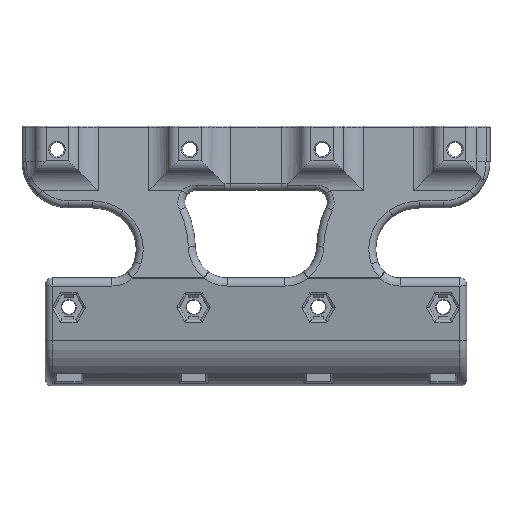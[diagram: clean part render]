
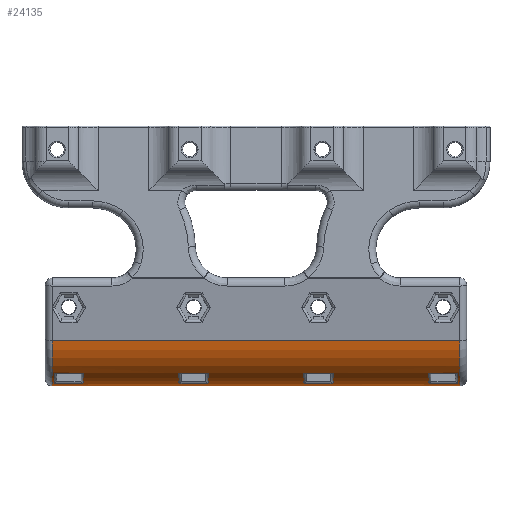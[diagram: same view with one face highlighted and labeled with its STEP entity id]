
A CAD part, front view. The second image highlights one B-rep face of the part: STEP entity #24135.
In plain terms, the highlighted cylindrical face has radius 23.1 mm (diameter 46.2 mm), a partial arc.
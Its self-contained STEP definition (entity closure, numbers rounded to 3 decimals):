
#7173=CARTESIAN_POINT('',(-87.,26.155,
-30.076));
#7840=DIRECTION('',(-1.,0.,0.));
#7841=VECTOR('',#7840,174.);
#7842=CARTESIAN_POINT('',(87.,26.155,-30.076));
#7843=LINE('',#7842,#7841);
#7844=CARTESIAN_POINT('',(-87.,27.2,-7.));
#7845=DIRECTION('',(-1.,0.,0.));
#7846=DIRECTION('',(0.,-0.045,-0.999));
#7847=AXIS2_PLACEMENT_3D('',#7844,#7845,#7846);
#7849=DIRECTION('',(1.,0.,0.));
#7850=VECTOR('',#7849,174.);
#7851=CARTESIAN_POINT('',(-87.,4.405,-10.741));
#7852=LINE('',#7851,#7850);
#7853=CARTESIAN_POINT('',(87.,27.2,-7.));
#7854=DIRECTION('',(1.,0.,0.));
#7855=DIRECTION('',(0.,-0.987,-0.162));
#7856=AXIS2_PLACEMENT_3D('',#7853,#7854,#7855);
#7858=CARTESIAN_POINT('',(20.417,27.2,-7.));
#7859=DIRECTION('',(1.,0.,0.));
#7860=DIRECTION('',(0.,-0.642,-0.767));
#7861=AXIS2_PLACEMENT_3D('',#7858,#7859,#7860);
#7863=DIRECTION('',(1.,0.,0.));
#7864=VECTOR('',#7863,12.5);
#7865=CARTESIAN_POINT('',(20.417,20.406,-29.078));
#7866=LINE('',#7865,#7864);
#7867=CARTESIAN_POINT('',(32.917,27.2,-7.));
#7868=DIRECTION('',(-1.,0.,0.));
#7869=DIRECTION('',(0.,-0.294,-0.956));
#7870=AXIS2_PLACEMENT_3D('',#7867,#7868,#7869);
#7872=DIRECTION('',(-1.,0.,0.));
#7873=VECTOR('',#7872,12.5);
#7874=CARTESIAN_POINT('',(32.917,12.379,-24.719));
#7875=LINE('',#7874,#7873);
#7876=CARTESIAN_POINT('',(73.75,27.2,-7.));
#7877=DIRECTION('',(1.,0.,0.));
#7878=DIRECTION('',(0.,-0.642,-0.767));
#7879=AXIS2_PLACEMENT_3D('',#7876,#7877,#7878);
#7881=DIRECTION('',(1.,0.,0.));
#7882=VECTOR('',#7881,12.5);
#7883=CARTESIAN_POINT('',(73.75,20.406,-29.078));
#7884=LINE('',#7883,#7882);
#7885=CARTESIAN_POINT('',(86.25,27.2,-7.));
#7886=DIRECTION('',(-1.,0.,0.));
#7887=DIRECTION('',(0.,-0.294,-0.956));
#7888=AXIS2_PLACEMENT_3D('',#7885,#7886,#7887);
#7890=DIRECTION('',(-1.,0.,0.));
#7891=VECTOR('',#7890,12.5);
#7892=CARTESIAN_POINT('',(86.25,12.379,-24.719));
#7893=LINE('',#7892,#7891);
#7894=CARTESIAN_POINT('',(-32.917,27.2,-7.));
#7895=DIRECTION('',(1.,0.,0.));
#7896=DIRECTION('',(0.,-0.642,-0.767));
#7897=AXIS2_PLACEMENT_3D('',#7894,#7895,#7896);
#7899=DIRECTION('',(1.,0.,0.));
#7900=VECTOR('',#7899,12.5);
#7901=CARTESIAN_POINT('',(-32.917,20.406,
-29.078));
#7902=LINE('',#7901,#7900);
#7903=CARTESIAN_POINT('',(-20.417,27.2,-7.));
#7904=DIRECTION('',(-1.,0.,0.));
#7905=DIRECTION('',(0.,-0.294,-0.956));
#7906=AXIS2_PLACEMENT_3D('',#7903,#7904,#7905);
#7908=DIRECTION('',(-1.,0.,0.));
#7909=VECTOR('',#7908,12.5);
#7910=CARTESIAN_POINT('',(-20.417,12.379,
-24.719));
#7911=LINE('',#7910,#7909);
#7912=CARTESIAN_POINT('',(-86.25,27.2,-7.));
#7913=DIRECTION('',(1.,0.,0.));
#7914=DIRECTION('',(0.,-0.642,-0.767));
#7915=AXIS2_PLACEMENT_3D('',#7912,#7913,#7914);
#7917=DIRECTION('',(1.,0.,0.));
#7918=VECTOR('',#7917,12.5);
#7919=CARTESIAN_POINT('',(-86.25,20.406,-29.078));
#7920=LINE('',#7919,#7918);
#7921=CARTESIAN_POINT('',(-73.75,27.2,-7.));
#7922=DIRECTION('',(-1.,0.,0.));
#7923=DIRECTION('',(0.,-0.294,-0.956));
#7924=AXIS2_PLACEMENT_3D('',#7921,#7922,#7923);
#7926=DIRECTION('',(-1.,0.,0.));
#7927=VECTOR('',#7926,12.5);
#7928=CARTESIAN_POINT('',(-73.75,12.379,-24.719));
#7929=LINE('',#7928,#7927);
#11575=CARTESIAN_POINT('',(-87.,4.405,-10.741));
#11576=CARTESIAN_POINT('',(87.,4.405,-10.741));
#11577=VERTEX_POINT('',#11575);
#11578=VERTEX_POINT('',#11576);
#11795=VERTEX_POINT('',#7173);
#11799=CARTESIAN_POINT('',(87.,26.155,
-30.076));
#11800=VERTEX_POINT('',#11799);
#11961=CARTESIAN_POINT('',(20.417,12.379,
-24.719));
#11962=CARTESIAN_POINT('',(20.417,20.406,
-29.078));
#11963=VERTEX_POINT('',#11961);
#11964=VERTEX_POINT('',#11962);
#11969=CARTESIAN_POINT('',(32.917,20.406,
-29.078));
#11970=VERTEX_POINT('',#11969);
#11976=CARTESIAN_POINT('',(32.917,12.379,
-24.719));
#11977=VERTEX_POINT('',#11976);
#11978=CARTESIAN_POINT('',(73.75,12.379,-24.719));
#11979=CARTESIAN_POINT('',(73.75,20.406,-29.078));
#11980=VERTEX_POINT('',#11978);
#11981=VERTEX_POINT('',#11979);
#11986=CARTESIAN_POINT('',(86.25,20.406,-29.078));
#11987=VERTEX_POINT('',#11986);
#11993=CARTESIAN_POINT('',(86.25,12.379,-24.719));
#11994=VERTEX_POINT('',#11993);
#11995=CARTESIAN_POINT('',(-32.917,12.379,
-24.719));
#11996=CARTESIAN_POINT('',(-32.917,20.406,
-29.078));
#11997=VERTEX_POINT('',#11995);
#11998=VERTEX_POINT('',#11996);
#12003=CARTESIAN_POINT('',(-20.417,20.406,
-29.078));
#12004=VERTEX_POINT('',#12003);
#12010=CARTESIAN_POINT('',(-20.417,12.379,
-24.719));
#12011=VERTEX_POINT('',#12010);
#12012=CARTESIAN_POINT('',(-86.25,12.379,-24.719));
#12013=CARTESIAN_POINT('',(-86.25,20.406,-29.078));
#12014=VERTEX_POINT('',#12012);
#12015=VERTEX_POINT('',#12013);
#12020=CARTESIAN_POINT('',(-73.75,20.406,-29.078));
#12021=VERTEX_POINT('',#12020);
#12027=CARTESIAN_POINT('',(-73.75,12.379,-24.719));
#12028=VERTEX_POINT('',#12027);
#24084=CARTESIAN_POINT('',(-90.,27.2,-7.));
#24085=DIRECTION('',(-1.,0.,0.));
#24086=DIRECTION('',(0.,-1.,0.));
#24087=AXIS2_PLACEMENT_3D('',#24084,#24085,#24086);
#24088=CYLINDRICAL_SURFACE('',#24087,23.1);
#24090=ORIENTED_EDGE('',*,*,#24089,.T.);
#24091=ORIENTED_EDGE('',*,*,#23312,.T.);
#24092=ORIENTED_EDGE('',*,*,#20958,.T.);
#24094=ORIENTED_EDGE('',*,*,#24093,.T.);
#24095=EDGE_LOOP('',(#24090,#24091,#24092,#24094));
#24096=FACE_OUTER_BOUND('',#24095,.F.);
#24097=ORIENTED_EDGE('',*,*,#24071,.T.);
#24099=ORIENTED_EDGE('',*,*,#24098,.T.);
#24100=ORIENTED_EDGE('',*,*,#23892,.T.);
#24102=ORIENTED_EDGE('',*,*,#24101,.T.);
#24103=EDGE_LOOP('',(#24097,#24099,#24100,#24102));
#24104=FACE_BOUND('',#24103,.F.);
#24106=ORIENTED_EDGE('',*,*,#24105,.T.);
#24108=ORIENTED_EDGE('',*,*,#24107,.T.);
#24110=ORIENTED_EDGE('',*,*,#24109,.T.);
#24112=ORIENTED_EDGE('',*,*,#24111,.T.);
#24113=EDGE_LOOP('',(#24106,#24108,#24110,#24112));
#24114=FACE_BOUND('',#24113,.F.);
#24116=ORIENTED_EDGE('',*,*,#24115,.T.);
#24118=ORIENTED_EDGE('',*,*,#24117,.T.);
#24120=ORIENTED_EDGE('',*,*,#24119,.T.);
#24122=ORIENTED_EDGE('',*,*,#24121,.T.);
#24123=EDGE_LOOP('',(#24116,#24118,#24120,#24122));
#24124=FACE_BOUND('',#24123,.F.);
#24126=ORIENTED_EDGE('',*,*,#24125,.T.);
#24128=ORIENTED_EDGE('',*,*,#24127,.T.);
#24130=ORIENTED_EDGE('',*,*,#24129,.T.);
#24132=ORIENTED_EDGE('',*,*,#24131,.T.);
#24133=EDGE_LOOP('',(#24126,#24128,#24130,#24132));
#24134=FACE_BOUND('',#24133,.F.);
#24135=ADVANCED_FACE('',(#24096,#24104,#24114,#24124,#24134),#24088,.T.);
#7848=CIRCLE('',#7847,23.1);
#7857=CIRCLE('',#7856,23.1);
#7862=CIRCLE('',#7861,23.1);
#7871=CIRCLE('',#7870,23.1);
#7880=CIRCLE('',#7879,23.1);
#7889=CIRCLE('',#7888,23.1);
#7898=CIRCLE('',#7897,23.1);
#7907=CIRCLE('',#7906,23.1);
#7916=CIRCLE('',#7915,23.1);
#7925=CIRCLE('',#7924,23.1);
#20958=EDGE_CURVE('',#11577,#11578,#7852,.T.);
#23312=EDGE_CURVE('',#11795,#11577,#7848,.T.);
#23892=EDGE_CURVE('',#11970,#11977,#7871,.T.);
#24071=EDGE_CURVE('',#11963,#11964,#7862,.T.);
#24089=EDGE_CURVE('',#11800,#11795,#7843,.T.);
#24093=EDGE_CURVE('',#11578,#11800,#7857,.T.);
#24098=EDGE_CURVE('',#11964,#11970,#7866,.T.);
#24101=EDGE_CURVE('',#11977,#11963,#7875,.T.);
#24105=EDGE_CURVE('',#11980,#11981,#7880,.T.);
#24107=EDGE_CURVE('',#11981,#11987,#7884,.T.);
#24109=EDGE_CURVE('',#11987,#11994,#7889,.T.);
#24111=EDGE_CURVE('',#11994,#11980,#7893,.T.);
#24115=EDGE_CURVE('',#11997,#11998,#7898,.T.);
#24117=EDGE_CURVE('',#11998,#12004,#7902,.T.);
#24119=EDGE_CURVE('',#12004,#12011,#7907,.T.);
#24121=EDGE_CURVE('',#12011,#11997,#7911,.T.);
#24125=EDGE_CURVE('',#12014,#12015,#7916,.T.);
#24127=EDGE_CURVE('',#12015,#12021,#7920,.T.);
#24129=EDGE_CURVE('',#12021,#12028,#7925,.T.);
#24131=EDGE_CURVE('',#12028,#12014,#7929,.T.);
